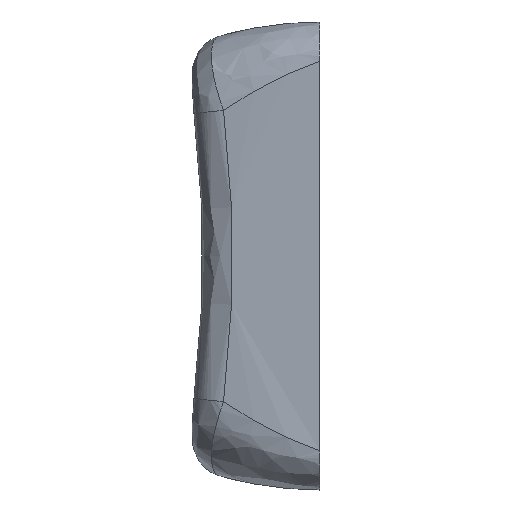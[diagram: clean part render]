
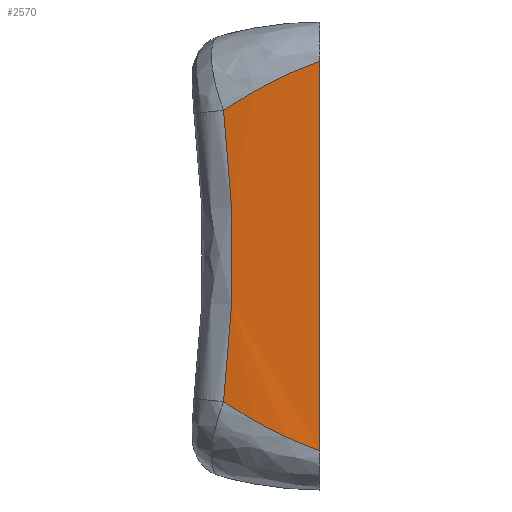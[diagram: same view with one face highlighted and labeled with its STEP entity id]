
A CAD part, left-side view. The second image highlights one B-rep face of the part: STEP entity #2570.
In plain terms, the highlighted free-form (B-spline) face has degree [1, 2] with [2, 3] control points.
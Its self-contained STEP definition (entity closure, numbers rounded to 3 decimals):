
#36=(
BOUNDED_SURFACE()
B_SPLINE_SURFACE(1,2,((#5724,#5725,#5726),(#5727,#5728,#5729)),
 .UNSPECIFIED.,.F.,.F.,.F.)
B_SPLINE_SURFACE_WITH_KNOTS((2,2),(3,3),(-0.33,0.33),
(-1.735,-1.571),.UNSPECIFIED.)
GEOMETRIC_REPRESENTATION_ITEM()
RATIONAL_B_SPLINE_SURFACE(((1.,0.997,1.),(1.,0.997,
1.)))
REPRESENTATION_ITEM('')
SURFACE()
);
#78=B_SPLINE_CURVE_WITH_KNOTS('',3,(#3773,#3774,#3775,#3776),
 .UNSPECIFIED.,.F.,.F.,(4,4),(-1.116,0.),.UNSPECIFIED.);
#161=B_SPLINE_CURVE_WITH_KNOTS('',3,(#5716,#5717,#5718,#5719),
 .UNSPECIFIED.,.F.,.F.,(4,4),(0.,0.256),
 .UNSPECIFIED.);
#162=B_SPLINE_CURVE_WITH_KNOTS('',3,(#5720,#5721,#5722,#5723),
 .UNSPECIFIED.,.F.,.F.,(4,4),(0.256,0.385),
 .UNSPECIFIED.);
#163=B_SPLINE_CURVE_WITH_KNOTS('',3,(#5731,#5732,#5733,#5734),
 .UNSPECIFIED.,.F.,.F.,(4,4),(0.162,0.418),
 .UNSPECIFIED.);
#164=B_SPLINE_CURVE_WITH_KNOTS('',3,(#5735,#5736,#5737,#5738),
 .UNSPECIFIED.,.F.,.F.,(4,4),(0.033,0.162),
 .UNSPECIFIED.);
#339=FACE_OUTER_BOUND('',#485,.T.);
#485=EDGE_LOOP('',(#2300,#2301,#2302,#2303,#2304,#2305));
#727=LINE('',#5128,#969);
#969=VECTOR('',#3194,9.19);
#1118=VERTEX_POINT('',#3724);
#1123=VERTEX_POINT('',#3771);
#1184=VERTEX_POINT('',#5119);
#1185=VERTEX_POINT('',#5127);
#1211=VERTEX_POINT('',#5715);
#1212=VERTEX_POINT('',#5730);
#1445=EDGE_CURVE('',#1123,#1118,#78,.T.);
#1544=EDGE_CURVE('',#1184,#1185,#727,.T.);
#1581=EDGE_CURVE('',#1185,#1211,#161,.T.);
#1582=EDGE_CURVE('',#1211,#1123,#162,.T.);
#1583=EDGE_CURVE('',#1212,#1184,#163,.T.);
#1584=EDGE_CURVE('',#1118,#1212,#164,.T.);
#2300=ORIENTED_EDGE('',*,*,#1581,.F.);
#2301=ORIENTED_EDGE('',*,*,#1544,.F.);
#2302=ORIENTED_EDGE('',*,*,#1583,.F.);
#2303=ORIENTED_EDGE('',*,*,#1584,.F.);
#2304=ORIENTED_EDGE('',*,*,#1445,.F.);
#2305=ORIENTED_EDGE('',*,*,#1582,.F.);
#2570=ADVANCED_FACE('',(#339),#36,.F.);
#3194=DIRECTION('',(0.,0.,-1.));
#3724=CARTESIAN_POINT('',(-42.355,6.882,-181.492));
#3771=CARTESIAN_POINT('',(-42.355,6.882,-191.731));
#3773=CARTESIAN_POINT('Ctrl Pts',(-42.355,6.882,-191.731));
#3774=CARTESIAN_POINT('Ctrl Pts',(-42.423,6.456,-188.332));
#3775=CARTESIAN_POINT('Ctrl Pts',(-42.423,6.456,-184.891));
#3776=CARTESIAN_POINT('Ctrl Pts',(-42.355,6.882,-181.492));
#5119=CARTESIAN_POINT('',(-42.625,3.5,-179.765));
#5127=CARTESIAN_POINT('',(-42.625,3.5,-193.458));
#5128=CARTESIAN_POINT('',(-42.625,3.5,-186.611));
#5715=CARTESIAN_POINT('',(-42.501,5.8,-192.406));
#5716=CARTESIAN_POINT('Ctrl Pts',(-42.625,3.5,-193.458));
#5717=CARTESIAN_POINT('Ctrl Pts',(-42.626,4.291,-193.177));
#5718=CARTESIAN_POINT('Ctrl Pts',(-42.58,5.065,-192.822));
#5719=CARTESIAN_POINT('Ctrl Pts',(-42.5,5.8,-192.406));
#5720=CARTESIAN_POINT('Ctrl Pts',(-42.5,5.8,-192.406));
#5721=CARTESIAN_POINT('Ctrl Pts',(-42.46,6.171,-192.196));
#5722=CARTESIAN_POINT('Ctrl Pts',(-42.411,6.533,-191.971));
#5723=CARTESIAN_POINT('Ctrl Pts',(-42.355,6.882,-191.731));
#5724=CARTESIAN_POINT('Ctrl Pts',(-42.355,6.882,-193.458));
#5725=CARTESIAN_POINT('Ctrl Pts',(-42.625,5.202,-193.458));
#5726=CARTESIAN_POINT('Ctrl Pts',(-42.625,3.5,-193.458));
#5727=CARTESIAN_POINT('Ctrl Pts',(-42.355,6.882,-179.765));
#5728=CARTESIAN_POINT('Ctrl Pts',(-42.625,5.202,-179.765));
#5729=CARTESIAN_POINT('Ctrl Pts',(-42.625,3.5,-179.765));
#5730=CARTESIAN_POINT('',(-42.501,5.8,-180.817));
#5731=CARTESIAN_POINT('Ctrl Pts',(-42.5,5.8,-180.817));
#5732=CARTESIAN_POINT('Ctrl Pts',(-42.58,5.065,-180.401));
#5733=CARTESIAN_POINT('Ctrl Pts',(-42.626,4.292,-180.046));
#5734=CARTESIAN_POINT('Ctrl Pts',(-42.625,3.5,-179.765));
#5735=CARTESIAN_POINT('Ctrl Pts',(-42.355,6.882,-181.492));
#5736=CARTESIAN_POINT('Ctrl Pts',(-42.411,6.533,-181.252));
#5737=CARTESIAN_POINT('Ctrl Pts',(-42.46,6.171,-181.027));
#5738=CARTESIAN_POINT('Ctrl Pts',(-42.5,5.8,-180.817));
